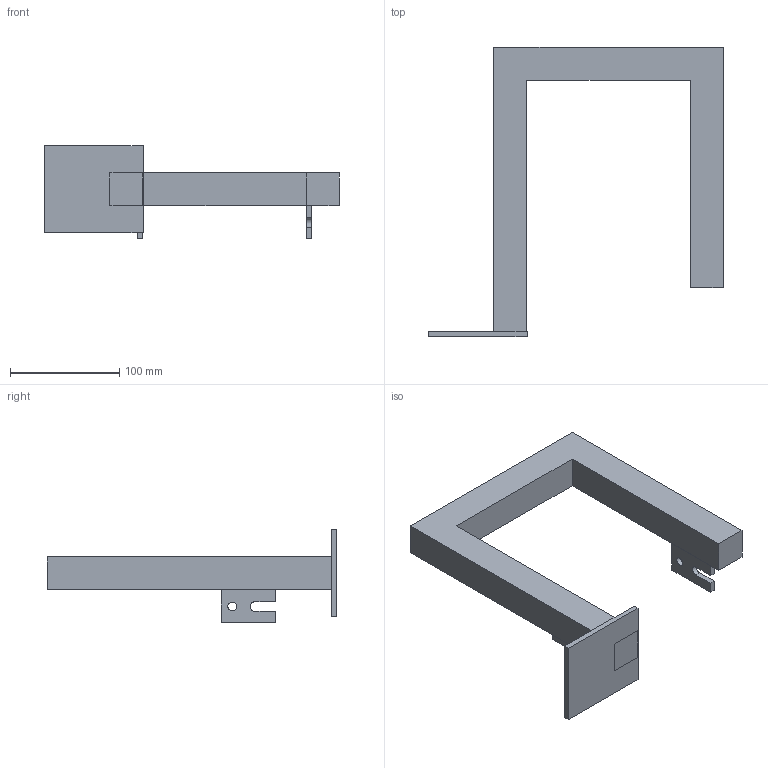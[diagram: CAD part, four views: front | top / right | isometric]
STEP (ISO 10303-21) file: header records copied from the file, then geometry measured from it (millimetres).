
FILE_DESCRIPTION(/* description */ (''),/* implementation_level */ '2;1');
FILE_NAME(/* name */ 'SBS Gesamt_Radaufhngung_v1.step',/* time_stamp */ '2025-03-29T15:19:12+01:00',/* author */ (''),/* organization */ (''),/* preprocessor_version */ 'ST-DEVELOPER v20.1',/* originating_system */ 'Autodesk Translation Framework v14.4.0.0',/* authorisation */ '');
FILE_SCHEMA (('AUTOMOTIVE_DESIGN { 1 0 10303 214 3 1 1 }'));
Length unit declared in the file: millimetre
Products named in the file (1): SBS Gesamt_Radaufhängung
Bounding box: 269.69 x 265 x 85 mm (x, y, z)
Volume: 615527.7 mm3; surface area: 100196.4 mm2
Topology: 4 solids, 4 shells, 42 faces, 102 edges, 68 vertices
Faces by surface type: plane 38, cylinder 4
Full cylindrical faces by diameter (mm): 8 x2
Entity records: 1256 total; most frequent: CARTESIAN_POINT 213, ORIENTED_EDGE 204, DIRECTION 196, EDGE_CURVE 102, LINE 94, VECTOR 94, VERTEX_POINT 68, AXIS2_PLACEMENT_3D 51
